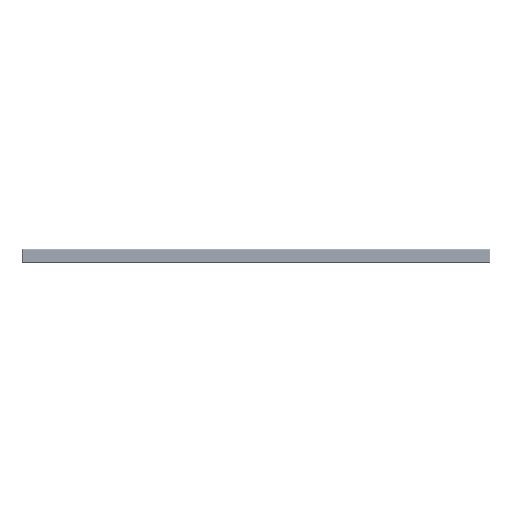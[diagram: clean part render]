
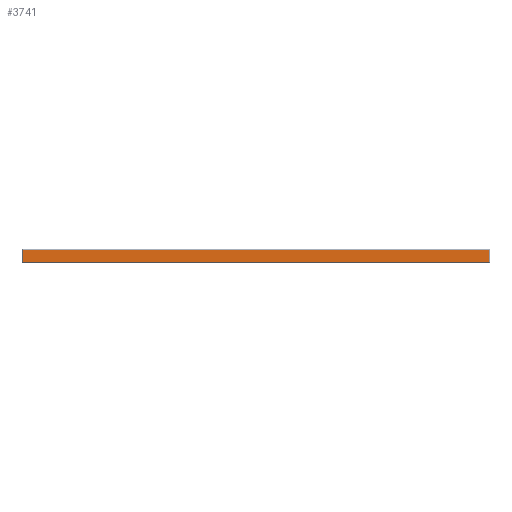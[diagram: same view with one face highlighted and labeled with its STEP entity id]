
A CAD part, front view. The second image highlights one B-rep face of the part: STEP entity #3741.
In plain terms, the highlighted planar face has unit normal (0, -1, 0).
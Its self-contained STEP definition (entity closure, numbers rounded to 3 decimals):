
#3741=ADVANCED_FACE('',(#6969),#5717,.T.);
#5717=PLANE('',#38836);
#6969=FACE_OUTER_BOUND('',#8636,.T.);
#8636=EDGE_LOOP('',(#11136,#11137,#11138,#11139));
#11136=ORIENTED_EDGE('',*,*,#25596,.T.);
#11137=ORIENTED_EDGE('',*,*,#25597,.T.);
#11138=ORIENTED_EDGE('',*,*,#25598,.T.);
#11139=ORIENTED_EDGE('',*,*,#25599,.T.);
#21908=VERTEX_POINT('',#52166);
#21909=VERTEX_POINT('',#52167);
#21910=VERTEX_POINT('',#52169);
#21911=VERTEX_POINT('',#52171);
#25596=EDGE_CURVE('',#21908,#21909,#30973,.T.);
#25597=EDGE_CURVE('',#21909,#21910,#30974,.T.);
#25598=EDGE_CURVE('',#21910,#21911,#30975,.T.);
#25599=EDGE_CURVE('',#21911,#21908,#30976,.T.);
#30973=LINE('',#52165,#34890);
#30974=LINE('',#52168,#34891);
#30975=LINE('',#52170,#34892);
#30976=LINE('',#52172,#34893);
#34890=VECTOR('',#41985,1.);
#34891=VECTOR('',#41986,1.);
#34892=VECTOR('',#41987,1.);
#34893=VECTOR('',#41988,1.);
#38836=AXIS2_PLACEMENT_3D('',#52173,#41989,#41990);
#41985=DIRECTION('',(1.,0.,0.));
#41986=DIRECTION('',(0.,0.,1.));
#41987=DIRECTION('',(-1.,0.,0.));
#41988=DIRECTION('',(0.,0.,-1.));
#41989=DIRECTION('',(0.,-1.,0.));
#41990=DIRECTION('',(0.,0.,-1.));
#52165=CARTESIAN_POINT('',(250.,0.,0.75));
#52166=CARTESIAN_POINT('',(0.725,0.,0.75));
#52167=CARTESIAN_POINT('',(499.275,0.,0.75));
#52168=CARTESIAN_POINT('',(499.275,0.,0.));
#52169=CARTESIAN_POINT('',(499.275,0.,14.25));
#52170=CARTESIAN_POINT('',(250.,0.,14.25));
#52171=CARTESIAN_POINT('',(0.725,0.,14.25));
#52172=CARTESIAN_POINT('',(0.725,0.,0.));
#52173=CARTESIAN_POINT('',(250.,0.,0.));
